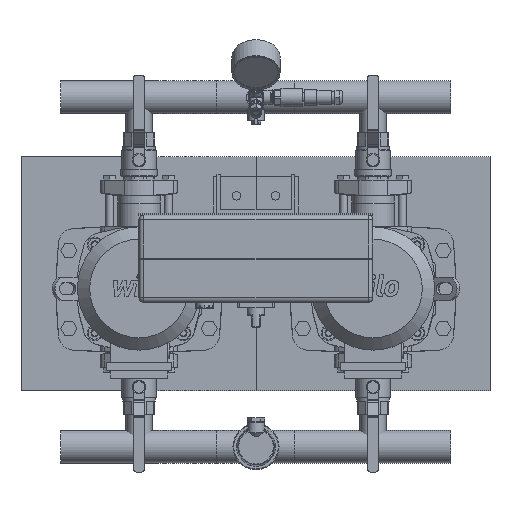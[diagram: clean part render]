
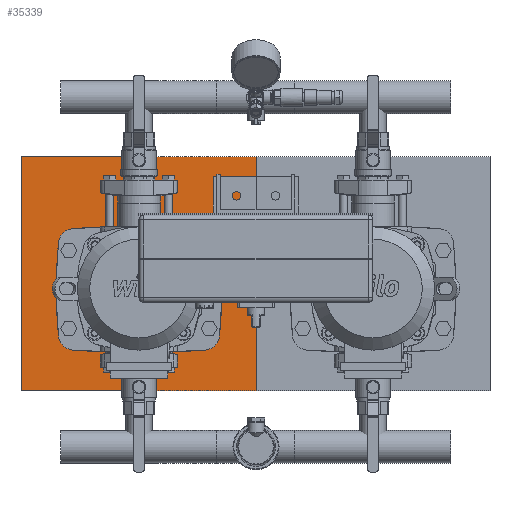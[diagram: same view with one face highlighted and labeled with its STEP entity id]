
A CAD part, top view. The second image highlights one B-rep face of the part: STEP entity #35339.
In plain terms, the highlighted planar face has unit normal (0, 0, 1).
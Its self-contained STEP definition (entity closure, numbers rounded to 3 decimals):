
#624=LINE('',#52241,#3993);
#625=LINE('',#52243,#3994);
#626=LINE('',#52245,#3995);
#627=LINE('',#52246,#3996);
#3993=VECTOR('',#41456,10.);
#3994=VECTOR('',#41457,10.);
#3995=VECTOR('',#41458,10.);
#3996=VECTOR('',#41459,10.);
#8472=FACE_OUTER_BOUND('',#10687,.T.);
#10687=EDGE_LOOP('',(#23648,#23649,#23650,#23651));
#14919=VERTEX_POINT('',#52239);
#14920=VERTEX_POINT('',#52240);
#14921=VERTEX_POINT('',#52242);
#14922=VERTEX_POINT('',#52244);
#18466=EDGE_CURVE('',#14919,#14920,#624,.T.);
#18467=EDGE_CURVE('',#14921,#14920,#625,.T.);
#18468=EDGE_CURVE('',#14921,#14922,#626,.T.);
#18469=EDGE_CURVE('',#14922,#14919,#627,.T.);
#23648=ORIENTED_EDGE('',*,*,#18466,.T.);
#23649=ORIENTED_EDGE('',*,*,#18467,.F.);
#23650=ORIENTED_EDGE('',*,*,#18468,.T.);
#23651=ORIENTED_EDGE('',*,*,#18469,.T.);
#33874=PLANE('',#37665);
#35339=ADVANCED_FACE('',(#8472),#33874,.T.);
#37665=AXIS2_PLACEMENT_3D('',#52238,#41454,#41455);
#41454=DIRECTION('center_axis',(0.,0.,1.));
#41455=DIRECTION('ref_axis',(0.,-1.,0.));
#41456=DIRECTION('',(0.,1.,0.));
#41457=DIRECTION('',(1.,0.,0.));
#41458=DIRECTION('',(0.,-1.,0.));
#41459=DIRECTION('',(1.,0.,0.));
#52238=CARTESIAN_POINT('Origin',(-50.,0.,90.));
#52239=CARTESIAN_POINT('',(250.,-150.,90.));
#52240=CARTESIAN_POINT('',(250.,150.,90.));
#52241=CARTESIAN_POINT('',(250.,150.,90.));
#52242=CARTESIAN_POINT('',(-50.,150.,90.));
#52243=CARTESIAN_POINT('',(-50.,150.,90.));
#52244=CARTESIAN_POINT('',(-50.,-150.,90.));
#52245=CARTESIAN_POINT('',(-50.,0.,90.));
#52246=CARTESIAN_POINT('',(-50.,-150.,90.));
